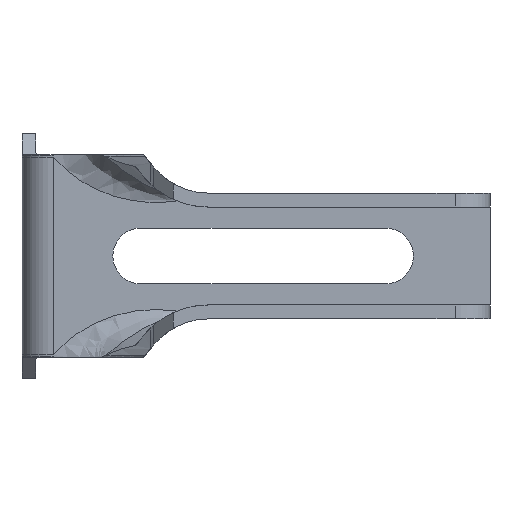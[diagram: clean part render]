
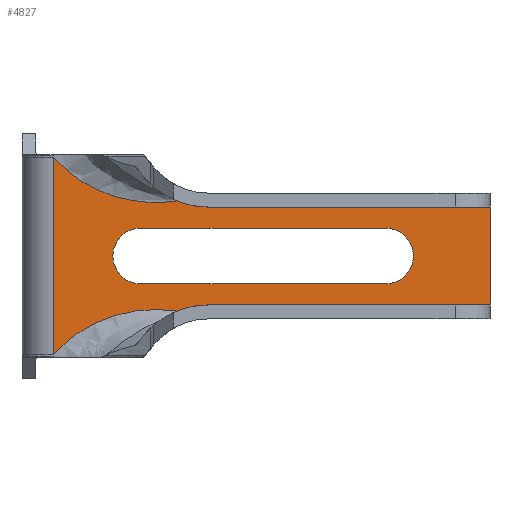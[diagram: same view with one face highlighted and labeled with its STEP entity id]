
A CAD part, front view. The second image highlights one B-rep face of the part: STEP entity #4827.
In plain terms, the highlighted planar face has unit normal (0, -1, 0).
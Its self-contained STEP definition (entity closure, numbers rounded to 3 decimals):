
#19 = DIRECTION ( 'NONE',  ( 0., -1., 0. ) ) ;
#21 = CARTESIAN_POINT ( 'NONE',  ( 15.062, -2., 25.096 ) ) ;
#43 = CARTESIAN_POINT ( 'NONE',  ( 48., -2., 21.5 ) ) ;
#64 = ORIENTED_EDGE ( 'NONE', *, *, #3162, .T. ) ;
#204 = VERTEX_POINT ( 'NONE', #4238 ) ;
#253 = VERTEX_POINT ( 'NONE', #3477 ) ;
#277 = CARTESIAN_POINT ( 'NONE',  ( 48., -2., 17.5 ) ) ;
#279 = CARTESIAN_POINT ( 'NONE',  ( 16.649, -2., 9.848 ) ) ;
#293 = CARTESIAN_POINT ( 'NONE',  ( 18.177, -2., 9.63 ) ) ;
#382 = EDGE_CURVE ( 'NONE', #4462, #253, #1609, .T. ) ;
#494 = DIRECTION ( 'NONE',  ( 0., 0., -1. ) ) ;
#642 = CARTESIAN_POINT ( 'NONE',  ( 7.148, -2., 8.279 ) ) ;
#660 = AXIS2_PLACEMENT_3D ( 'NONE', #4139, #2888, #494 ) ;
#756 = EDGE_LOOP ( 'NONE', ( #3827, #813, #2953, #4973 ) ) ;
#786 = CARTESIAN_POINT ( 'NONE',  ( 62.959, -2., -2.5 ) ) ;
#812 = CARTESIAN_POINT ( 'NONE',  ( 1.589, -2., 30.381 ) ) ;
#813 = ORIENTED_EDGE ( 'NONE', *, *, #4140, .T. ) ;
#822 = B_SPLINE_CURVE_WITH_KNOTS ( 'NONE', 3,
 ( #293, #279, #3040, #5071, #2231, #642, #3504, #1498, #4713, #1034 ),
 .UNSPECIFIED., .F., .F.,
 ( 4, 2, 2, 2, 4 ),
 ( 0.02, 0.218, 0.415, 0.613, 0.811 ),
 .UNSPECIFIED. ) ;
#845 = CARTESIAN_POINT ( 'NONE',  ( 16.649, -2., 25.152 ) ) ;
#880 = CARTESIAN_POINT ( 'NONE',  ( 22.663, -2., -1.5 ) ) ;
#895 = AXIS2_PLACEMENT_3D ( 'NONE', #4429, #3606, #2428 ) ;
#984 = EDGE_CURVE ( 'NONE', #204, #4696, #822, .T. ) ;
#990 = AXIS2_PLACEMENT_3D ( 'NONE', #277, #3922, #3483 ) ;
#1034 = CARTESIAN_POINT ( 'NONE',  ( 0.5, -2., 3.35 ) ) ;
#1251 = VERTEX_POINT ( 'NONE', #2944 ) ;
#1361 = B_SPLINE_CURVE_WITH_KNOTS ( 'NONE', 3,
 ( #3981, #812, #2400, #2760, #4384, #1962, #3240, #21, #845, #3648 ),
 .UNSPECIFIED., .F., .F.,
 ( 4, 2, 2, 2, 4 ),
 ( 0.19, 0.387, 0.585, 0.782, 0.98 ),
 .UNSPECIFIED. ) ;
#1498 = CARTESIAN_POINT ( 'NONE',  ( 2.861, -2., 5.726 ) ) ;
#1519 = PLANE ( 'NONE',  #1787 ) ;
#1586 = EDGE_CURVE ( 'NONE', #3280, #204, #5016, .T. ) ;
#1609 = CIRCLE ( 'NONE', #895, 12. ) ;
#1628 = ORIENTED_EDGE ( 'NONE', *, *, #4784, .F. ) ;
#1742 = ORIENTED_EDGE ( 'NONE', *, *, #3708, .F. ) ;
#1787 = AXIS2_PLACEMENT_3D ( 'NONE', #2392, #3987, #3946 ) ;
#1837 = LINE ( 'NONE', #786, #4941 ) ;
#1962 = CARTESIAN_POINT ( 'NONE',  ( 10.263, -2., 25.677 ) ) ;
#1989 = DIRECTION ( 'NONE',  ( 0., 0., -1. ) ) ;
#2004 = ORIENTED_EDGE ( 'NONE', *, *, #984, .F. ) ;
#2041 = VECTOR ( 'NONE', #2783, 1000. ) ;
#2057 = ORIENTED_EDGE ( 'NONE', *, *, #2748, .F. ) ;
#2119 = EDGE_CURVE ( 'NONE', #5021, #3076, #3435, .T. ) ;
#2170 = VECTOR ( 'NONE', #3517, 1000. ) ;
#2191 = ORIENTED_EDGE ( 'NONE', *, *, #1586, .F. ) ;
#2231 = CARTESIAN_POINT ( 'NONE',  ( 10.263, -2., 9.323 ) ) ;
#2235 = CARTESIAN_POINT ( 'NONE',  ( 62.959, -2., 24.5 ) ) ;
#2241 = ORIENTED_EDGE ( 'NONE', *, *, #382, .T. ) ;
#2270 = CARTESIAN_POINT ( 'NONE',  ( 22.663, -2., 10.5 ) ) ;
#2360 = CARTESIAN_POINT ( 'NONE',  ( 0.5, -2., 31.65 ) ) ;
#2392 = CARTESIAN_POINT ( 'NONE',  ( -35., -2., -2.5 ) ) ;
#2400 = CARTESIAN_POINT ( 'NONE',  ( 2.862, -2., 29.274 ) ) ;
#2401 = CIRCLE ( 'NONE', #990, 4. ) ;
#2428 = DIRECTION ( 'NONE',  ( 0., 0., -1. ) ) ;
#2545 = VECTOR ( 'NONE', #3892, 1000. ) ;
#2705 = LINE ( 'NONE', #4153, #4122 ) ;
#2748 = EDGE_CURVE ( 'NONE', #4696, #4086, #4561, .T. ) ;
#2760 = CARTESIAN_POINT ( 'NONE',  ( 5.642, -2., 27.442 ) ) ;
#2783 = DIRECTION ( 'NONE',  ( 1., 0., 0. ) ) ;
#2800 = AXIS2_PLACEMENT_3D ( 'NONE', #880, #19, #2834 ) ;
#2834 = DIRECTION ( 'NONE',  ( 0., 0., -1. ) ) ;
#2888 = DIRECTION ( 'NONE',  ( 0., 1., 0. ) ) ;
#2944 = CARTESIAN_POINT ( 'NONE',  ( 13., -2., 13.5 ) ) ;
#2953 = ORIENTED_EDGE ( 'NONE', *, *, #3772, .T. ) ;
#3040 = CARTESIAN_POINT ( 'NONE',  ( 15.062, -2., 9.904 ) ) ;
#3076 = VERTEX_POINT ( 'NONE', #43 ) ;
#3102 = LINE ( 'NONE', #3119, #2170 ) ;
#3106 = LINE ( 'NONE', #4316, #2545 ) ;
#3119 = CARTESIAN_POINT ( 'NONE',  ( 48., -2., 13.5 ) ) ;
#3162 = EDGE_CURVE ( 'NONE', #3280, #3408, #3106, .T. ) ;
#3208 = CARTESIAN_POINT ( 'NONE',  ( 48., -2., 21.5 ) ) ;
#3240 = CARTESIAN_POINT ( 'NONE',  ( 11.87, -2., 25.357 ) ) ;
#3280 = VERTEX_POINT ( 'NONE', #2270 ) ;
#3336 = EDGE_LOOP ( 'NONE', ( #1628, #4391, #2241, #1742, #2057, #2004, #2191, #64 ) ) ;
#3408 = VERTEX_POINT ( 'NONE', #4799 ) ;
#3435 = LINE ( 'NONE', #3208, #2041 ) ;
#3477 = CARTESIAN_POINT ( 'NONE',  ( 18.177, -2., 25.37 ) ) ;
#3483 = DIRECTION ( 'NONE',  ( 0., 0., -1. ) ) ;
#3504 = CARTESIAN_POINT ( 'NONE',  ( 5.641, -2., 7.558 ) ) ;
#3508 = CARTESIAN_POINT ( 'NONE',  ( 0.5, -2., 3.35 ) ) ;
#3517 = DIRECTION ( 'NONE',  ( -1., 0., 0. ) ) ;
#3582 = DIRECTION ( 'NONE',  ( 0., 0., 1. ) ) ;
#3606 = DIRECTION ( 'NONE',  ( 0., 1., 0. ) ) ;
#3648 = CARTESIAN_POINT ( 'NONE',  ( 18.177, -2., 25.37 ) ) ;
#3708 = EDGE_CURVE ( 'NONE', #4086, #253, #1361, .T. ) ;
#3772 = EDGE_CURVE ( 'NONE', #1251, #5021, #3971, .T. ) ;
#3827 = ORIENTED_EDGE ( 'NONE', *, *, #5179, .T. ) ;
#3892 = DIRECTION ( 'NONE',  ( 1., 0., 0. ) ) ;
#3922 = DIRECTION ( 'NONE',  ( 0., 1., 0. ) ) ;
#3945 = CARTESIAN_POINT ( 'NONE',  ( 0.5, -2., 37.5 ) ) ;
#3946 = DIRECTION ( 'NONE',  ( 0., 0., -1. ) ) ;
#3971 = CIRCLE ( 'NONE', #660, 4. ) ;
#3981 = CARTESIAN_POINT ( 'NONE',  ( 0.5, -2., 31.65 ) ) ;
#3987 = DIRECTION ( 'NONE',  ( 0., -1., 0. ) ) ;
#4086 = VERTEX_POINT ( 'NONE', #2360 ) ;
#4114 = CARTESIAN_POINT ( 'NONE',  ( 22.663, -2., 24.5 ) ) ;
#4122 = VECTOR ( 'NONE', #4548, 1000. ) ;
#4139 = CARTESIAN_POINT ( 'NONE',  ( 13., -2., 17.5 ) ) ;
#4140 = EDGE_CURVE ( 'NONE', #4344, #1251, #3102, .T. ) ;
#4153 = CARTESIAN_POINT ( 'NONE',  ( 65., -2., 24.5 ) ) ;
#4238 = CARTESIAN_POINT ( 'NONE',  ( 18.177, -2., 9.63 ) ) ;
#4316 = CARTESIAN_POINT ( 'NONE',  ( 65., -2., 10.5 ) ) ;
#4344 = VERTEX_POINT ( 'NONE', #4873 ) ;
#4384 = CARTESIAN_POINT ( 'NONE',  ( 7.149, -2., 26.72 ) ) ;
#4391 = ORIENTED_EDGE ( 'NONE', *, *, #4437, .T. ) ;
#4429 = CARTESIAN_POINT ( 'NONE',  ( 22.663, -2., 36.5 ) ) ;
#4431 = FACE_OUTER_BOUND ( 'NONE', #3336, .T. ) ;
#4437 = EDGE_CURVE ( 'NONE', #4701, #4462, #2705, .T. ) ;
#4462 = VERTEX_POINT ( 'NONE', #4114 ) ;
#4548 = DIRECTION ( 'NONE',  ( -1., 0., 0. ) ) ;
#4561 = LINE ( 'NONE', #3945, #5011 ) ;
#4624 = CARTESIAN_POINT ( 'NONE',  ( 13., -2., 21.5 ) ) ;
#4696 = VERTEX_POINT ( 'NONE', #3508 ) ;
#4701 = VERTEX_POINT ( 'NONE', #2235 ) ;
#4713 = CARTESIAN_POINT ( 'NONE',  ( 1.588, -2., 4.619 ) ) ;
#4784 = EDGE_CURVE ( 'NONE', #4701, #3408, #1837, .T. ) ;
#4799 = CARTESIAN_POINT ( 'NONE',  ( 62.959, -2., 10.5 ) ) ;
#4807 = FACE_BOUND ( 'NONE', #756, .T. ) ;
#4827 = ADVANCED_FACE ( 'NONE', ( #4431, #4807 ), #1519, .T. ) ;
#4873 = CARTESIAN_POINT ( 'NONE',  ( 48., -2., 13.5 ) ) ;
#4941 = VECTOR ( 'NONE', #1989, 1000. ) ;
#4973 = ORIENTED_EDGE ( 'NONE', *, *, #2119, .T. ) ;
#5011 = VECTOR ( 'NONE', #3582, 1000. ) ;
#5016 = CIRCLE ( 'NONE', #2800, 12. ) ;
#5021 = VERTEX_POINT ( 'NONE', #4624 ) ;
#5071 = CARTESIAN_POINT ( 'NONE',  ( 11.869, -2., 9.643 ) ) ;
#5179 = EDGE_CURVE ( 'NONE', #3076, #4344, #2401, .T. ) ;
